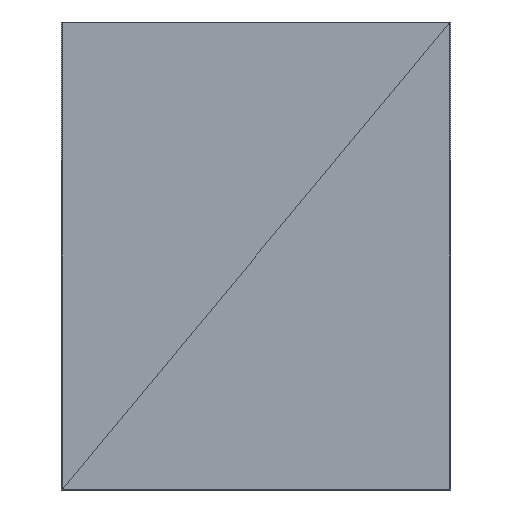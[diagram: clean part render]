
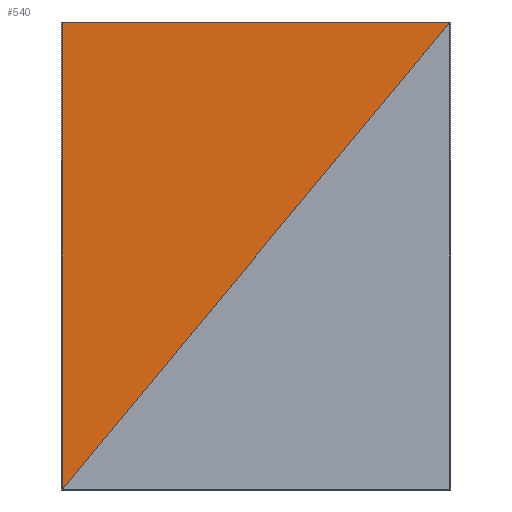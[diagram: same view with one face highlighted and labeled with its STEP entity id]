
A CAD part, left-side view. The second image highlights one B-rep face of the part: STEP entity #540.
In plain terms, the highlighted planar face has unit normal (-1, 0, 0).
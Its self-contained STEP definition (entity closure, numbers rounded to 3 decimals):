
#540=ADVANCED_FACE('',(#546),#541,.T.);
#541=PLANE('',#542);
#542=AXIS2_PLACEMENT_3D('',#543,#544,#545);
#543=CARTESIAN_POINT('',(-1.156,-0.749,1.803));
#544=DIRECTION('',(-1.0,0.0,0.0));
#545=DIRECTION('',(0.,0.,1.));
#546=FACE_OUTER_BOUND('',#547,.T.);
#547=EDGE_LOOP('',(#548,#558,#568));
#551=CARTESIAN_POINT('',(-1.156,0.749,1.803));
#550=VERTEX_POINT('',#551);
#553=CARTESIAN_POINT('',(-1.156,-0.749,1.803));
#552=VERTEX_POINT('',#553);
#549=EDGE_CURVE('',#550,#552,#554,.T.);
#554=LINE('',#551,#556);
#556=VECTOR('',#557,1.499);
#557=DIRECTION('',(0.0,-1.0,0.0));
#548=ORIENTED_EDGE('',*,*,#549,.F.);
#561=CARTESIAN_POINT('',(-1.156,0.749,0.0));
#560=VERTEX_POINT('',#561);
#559=EDGE_CURVE('',#560,#550,#564,.T.);
#564=LINE('',#561,#566);
#566=VECTOR('',#567,1.803);
#567=DIRECTION('',(0.0,0.0,1.0));
#558=ORIENTED_EDGE('',*,*,#559,.F.);
#569=EDGE_CURVE('',#552,#560,#574,.T.);
#574=LINE('',#553,#576);
#576=VECTOR('',#577,2.345);
#577=DIRECTION('',(0.0,0.639,-0.769));
#568=ORIENTED_EDGE('',*,*,#569,.F.);
